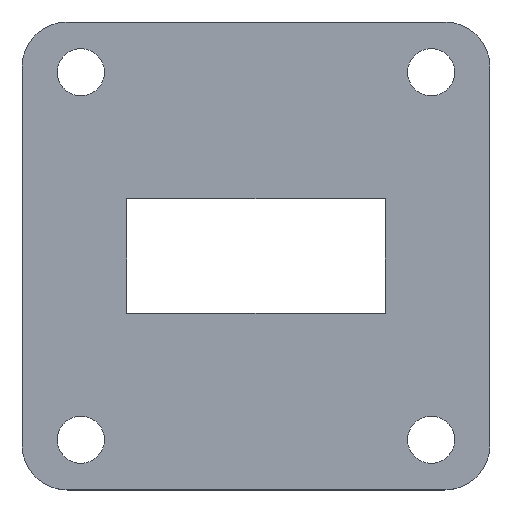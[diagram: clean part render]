
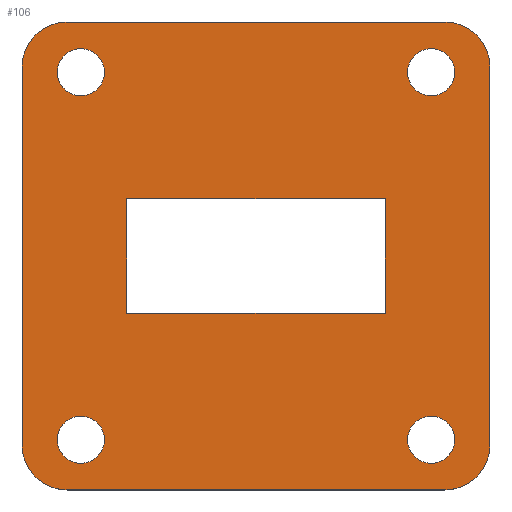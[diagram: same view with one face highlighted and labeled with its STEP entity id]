
A CAD part, top view. The second image highlights one B-rep face of the part: STEP entity #106.
In plain terms, the highlighted planar face has unit normal (0, 0, 1).
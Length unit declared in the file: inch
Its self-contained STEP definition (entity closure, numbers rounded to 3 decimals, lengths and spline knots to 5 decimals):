
#1 = EDGE_CURVE ( 'NONE', #85, #34, #278, .T. ) ;
#2 = VECTOR ( 'NONE', #485, 39.37008 ) ;
#5 = ORIENTED_EDGE ( 'NONE', *, *, #102, .T. ) ;
#7 = CARTESIAN_POINT ( 'NONE',  ( 0.65748, -0.81496, 0. ) ) ;
#8 = ORIENTED_EDGE ( 'NONE', *, *, #592, .F. ) ;
#10 = FACE_OUTER_BOUND ( 'NONE', #290, .T. ) ;
#11 = VECTOR ( 'NONE', #564, 39.37008 ) ;
#17 = DIRECTION ( 'NONE',  ( -1., 0., 0. ) ) ;
#23 = LINE ( 'NONE', #579, #11 ) ;
#34 = VERTEX_POINT ( 'NONE', #219 ) ;
#37 = EDGE_CURVE ( 'NONE', #378, #399, #60, .T. ) ;
#44 = EDGE_CURVE ( 'NONE', #513, #561, #23, .T. ) ;
#57 = CARTESIAN_POINT ( 'NONE',  ( -0.61004, 0.63996, 0. ) ) ;
#59 = VERTEX_POINT ( 'NONE', #515 ) ;
#60 = LINE ( 'NONE', #479, #459 ) ;
#63 = DIRECTION ( 'NONE',  ( 0., 0., 1. ) ) ;
#64 = EDGE_CURVE ( 'NONE', #65, #378, #97, .T. ) ;
#65 = VERTEX_POINT ( 'NONE', #7 ) ;
#69 = DIRECTION ( 'NONE',  ( 1., 0., 0. ) ) ;
#73 = CARTESIAN_POINT ( 'NONE',  ( -0.45, -0.2, 0. ) ) ;
#79 = CARTESIAN_POINT ( 'NONE',  ( -0.52795, -0.63996, 0. ) ) ;
#81 = LINE ( 'NONE', #130, #377 ) ;
#85 = VERTEX_POINT ( 'NONE', #622 ) ;
#86 = CARTESIAN_POINT ( 'NONE',  ( 0.69213, 0.63996, 0. ) ) ;
#92 = DIRECTION ( 'NONE',  ( 0., 0., 1. ) ) ;
#97 = CIRCLE ( 'NONE', #256, 0.15748 ) ;
#100 = EDGE_CURVE ( 'NONE', #126, #513, #468, .T. ) ;
#102 = EDGE_CURVE ( 'NONE', #399, #469, #231, .T. ) ;
#106 = ADVANCED_FACE ( 'NONE', ( #373, #313, #272, #575, #216, #10 ), #123, .F. ) ;
#111 = AXIS2_PLACEMENT_3D ( 'NONE', #626, #476, #415 ) ;
#112 = CIRCLE ( 'NONE', #483, 0.08209 ) ;
#114 = CARTESIAN_POINT ( 'NONE',  ( -0.61004, -0.63996, 0. ) ) ;
#119 = DIRECTION ( 'NONE',  ( 0., 0., 1. ) ) ;
#120 = DIRECTION ( 'NONE',  ( -1., 0., 0. ) ) ;
#122 = CARTESIAN_POINT ( 'NONE',  ( 0.65748, 0.81496, 0. ) ) ;
#123 = PLANE ( 'NONE',  #111 ) ;
#126 = VERTEX_POINT ( 'NONE', #497 ) ;
#129 = ORIENTED_EDGE ( 'NONE', *, *, #44, .F. ) ;
#130 = CARTESIAN_POINT ( 'NONE',  ( 0.45, -0.2, 0. ) ) ;
#132 = DIRECTION ( 'NONE',  ( -1., 0., 0. ) ) ;
#133 = AXIS2_PLACEMENT_3D ( 'NONE', #57, #462, #200 ) ;
#143 = CARTESIAN_POINT ( 'NONE',  ( -0.45, 0.2, 0. ) ) ;
#157 = VECTOR ( 'NONE', #254, 39.37008 ) ;
#162 = EDGE_CURVE ( 'NONE', #469, #325, #533, .T. ) ;
#171 = CARTESIAN_POINT ( 'NONE',  ( -0.45, -0.2, 0. ) ) ;
#173 = EDGE_LOOP ( 'NONE', ( #299 ) ) ;
#183 = DIRECTION ( 'NONE',  ( 0., 1., 0. ) ) ;
#192 = AXIS2_PLACEMENT_3D ( 'NONE', #223, #618, #319 ) ;
#196 = CARTESIAN_POINT ( 'NONE',  ( 0.69213, -0.63996, 0. ) ) ;
#199 = ORIENTED_EDGE ( 'NONE', *, *, #1, .T. ) ;
#200 = DIRECTION ( 'NONE',  ( 1., 0., 0. ) ) ;
#203 = CARTESIAN_POINT ( 'NONE',  ( 0.81496, -0.65748, 0. ) ) ;
#210 = AXIS2_PLACEMENT_3D ( 'NONE', #595, #343, #543 ) ;
#216 = FACE_BOUND ( 'NONE', #173, .T. ) ;
#219 = CARTESIAN_POINT ( 'NONE',  ( -0.81496, -0.65748, 0. ) ) ;
#220 = VECTOR ( 'NONE', #132, 39.37008 ) ;
#223 = CARTESIAN_POINT ( 'NONE',  ( 0.61004, 0.63996, 0. ) ) ;
#224 = EDGE_CURVE ( 'NONE', #561, #59, #81, .T. ) ;
#226 = CARTESIAN_POINT ( 'NONE',  ( 0.61004, -0.63996, 0. ) ) ;
#231 = CIRCLE ( 'NONE', #312, 0.15748 ) ;
#233 = CARTESIAN_POINT ( 'NONE',  ( -0.81496, -0.81496, 0. ) ) ;
#236 = EDGE_CURVE ( 'NONE', #59, #126, #530, .T. ) ;
#242 = ORIENTED_EDGE ( 'NONE', *, *, #100, .F. ) ;
#252 = CARTESIAN_POINT ( 'NONE',  ( -0.65748, 0.65748, 0. ) ) ;
#253 = CARTESIAN_POINT ( 'NONE',  ( -0.81496, -0.81496, 0. ) ) ;
#254 = DIRECTION ( 'NONE',  ( 0., -1., 0. ) ) ;
#256 = AXIS2_PLACEMENT_3D ( 'NONE', #571, #63, #120 ) ;
#257 = LINE ( 'NONE', #253, #366 ) ;
#258 = AXIS2_PLACEMENT_3D ( 'NONE', #252, #92, #301 ) ;
#259 = EDGE_CURVE ( 'NONE', #34, #461, #565, .T. ) ;
#263 = ORIENTED_EDGE ( 'NONE', *, *, #382, .T. ) ;
#268 = CARTESIAN_POINT ( 'NONE',  ( 0.65748, 0.65748, 0. ) ) ;
#272 = FACE_BOUND ( 'NONE', #610, .T. ) ;
#277 = DIRECTION ( 'NONE',  ( 0., 0., 1. ) ) ;
#278 = LINE ( 'NONE', #233, #157 ) ;
#279 = VERTEX_POINT ( 'NONE', #86 ) ;
#284 = VERTEX_POINT ( 'NONE', #196 ) ;
#290 = EDGE_LOOP ( 'NONE', ( #413, #263, #199, #620, #628, #454, #636, #5 ) ) ;
#291 = CARTESIAN_POINT ( 'NONE',  ( -0.52795, 0.63996, 0. ) ) ;
#294 = CIRCLE ( 'NONE', #133, 0.08209 ) ;
#299 = ORIENTED_EDGE ( 'NONE', *, *, #430, .F. ) ;
#301 = DIRECTION ( 'NONE',  ( -1., 0., 0. ) ) ;
#305 = ORIENTED_EDGE ( 'NONE', *, *, #594, .F. ) ;
#312 = AXIS2_PLACEMENT_3D ( 'NONE', #268, #277, #17 ) ;
#313 = FACE_BOUND ( 'NONE', #480, .T. ) ;
#318 = ORIENTED_EDGE ( 'NONE', *, *, #224, .F. ) ;
#319 = DIRECTION ( 'NONE',  ( 1., 0., 0. ) ) ;
#325 = VERTEX_POINT ( 'NONE', #604 ) ;
#333 = AXIS2_PLACEMENT_3D ( 'NONE', #226, #119, #69 ) ;
#343 = DIRECTION ( 'NONE',  ( 0., 0., 1. ) ) ;
#356 = CARTESIAN_POINT ( 'NONE',  ( 0.81496, 0.65748, 0. ) ) ;
#366 = VECTOR ( 'NONE', #650, 39.37008 ) ;
#373 = FACE_BOUND ( 'NONE', #623, .T. ) ;
#377 = VECTOR ( 'NONE', #593, 39.37008 ) ;
#378 = VERTEX_POINT ( 'NONE', #203 ) ;
#382 = EDGE_CURVE ( 'NONE', #325, #85, #460, .T. ) ;
#393 = EDGE_CURVE ( 'NONE', #461, #65, #257, .T. ) ;
#399 = VERTEX_POINT ( 'NONE', #356 ) ;
#413 = ORIENTED_EDGE ( 'NONE', *, *, #162, .T. ) ;
#415 = DIRECTION ( 'NONE',  ( -1., 0., 0. ) ) ;
#420 = DIRECTION ( 'NONE',  ( 1., 0., 0. ) ) ;
#425 = CARTESIAN_POINT ( 'NONE',  ( -0.65748, -0.81496, 0. ) ) ;
#430 = EDGE_CURVE ( 'NONE', #481, #481, #294, .T. ) ;
#434 = ORIENTED_EDGE ( 'NONE', *, *, #615, .F. ) ;
#453 = CIRCLE ( 'NONE', #333, 0.08209 ) ;
#454 = ORIENTED_EDGE ( 'NONE', *, *, #64, .T. ) ;
#459 = VECTOR ( 'NONE', #183, 39.37008 ) ;
#460 = CIRCLE ( 'NONE', #258, 0.15748 ) ;
#461 = VERTEX_POINT ( 'NONE', #425 ) ;
#462 = DIRECTION ( 'NONE',  ( 0., 0., 1. ) ) ;
#468 = LINE ( 'NONE', #73, #627 ) ;
#469 = VERTEX_POINT ( 'NONE', #122 ) ;
#470 = CIRCLE ( 'NONE', #192, 0.08209 ) ;
#473 = DIRECTION ( 'NONE',  ( 0., -1., 0. ) ) ;
#476 = DIRECTION ( 'NONE',  ( 0., 0., -1. ) ) ;
#479 = CARTESIAN_POINT ( 'NONE',  ( 0.81496, -0.81496, 0. ) ) ;
#480 = EDGE_LOOP ( 'NONE', ( #8 ) ) ;
#481 = VERTEX_POINT ( 'NONE', #291 ) ;
#483 = AXIS2_PLACEMENT_3D ( 'NONE', #114, #578, #420 ) ;
#485 = DIRECTION ( 'NONE',  ( -1., 0., 0. ) ) ;
#497 = CARTESIAN_POINT ( 'NONE',  ( -0.45, 0.2, 0. ) ) ;
#501 = EDGE_LOOP ( 'NONE', ( #434 ) ) ;
#513 = VERTEX_POINT ( 'NONE', #171 ) ;
#515 = CARTESIAN_POINT ( 'NONE',  ( 0.45, 0.2, 0. ) ) ;
#520 = ORIENTED_EDGE ( 'NONE', *, *, #236, .F. ) ;
#530 = LINE ( 'NONE', #143, #220 ) ;
#531 = VERTEX_POINT ( 'NONE', #79 ) ;
#533 = LINE ( 'NONE', #642, #2 ) ;
#543 = DIRECTION ( 'NONE',  ( -1., 0., 0. ) ) ;
#561 = VERTEX_POINT ( 'NONE', #562 ) ;
#562 = CARTESIAN_POINT ( 'NONE',  ( 0.45, -0.2, 0. ) ) ;
#564 = DIRECTION ( 'NONE',  ( 1., 0., 0. ) ) ;
#565 = CIRCLE ( 'NONE', #210, 0.15748 ) ;
#571 = CARTESIAN_POINT ( 'NONE',  ( 0.65748, -0.65748, 0. ) ) ;
#575 = FACE_BOUND ( 'NONE', #501, .T. ) ;
#578 = DIRECTION ( 'NONE',  ( 0., 0., 1. ) ) ;
#579 = CARTESIAN_POINT ( 'NONE',  ( -0.45, -0.2, 0. ) ) ;
#592 = EDGE_CURVE ( 'NONE', #531, #531, #112, .T. ) ;
#593 = DIRECTION ( 'NONE',  ( 0., 1., 0. ) ) ;
#594 = EDGE_CURVE ( 'NONE', #284, #284, #453, .T. ) ;
#595 = CARTESIAN_POINT ( 'NONE',  ( -0.65748, -0.65748, 0. ) ) ;
#604 = CARTESIAN_POINT ( 'NONE',  ( -0.65748, 0.81496, 0. ) ) ;
#610 = EDGE_LOOP ( 'NONE', ( #305 ) ) ;
#615 = EDGE_CURVE ( 'NONE', #279, #279, #470, .T. ) ;
#618 = DIRECTION ( 'NONE',  ( 0., 0., 1. ) ) ;
#620 = ORIENTED_EDGE ( 'NONE', *, *, #259, .T. ) ;
#622 = CARTESIAN_POINT ( 'NONE',  ( -0.81496, 0.65748, 0. ) ) ;
#623 = EDGE_LOOP ( 'NONE', ( #520, #318, #129, #242 ) ) ;
#626 = CARTESIAN_POINT ( 'NONE',  ( 0., 0., 0. ) ) ;
#627 = VECTOR ( 'NONE', #473, 39.37008 ) ;
#628 = ORIENTED_EDGE ( 'NONE', *, *, #393, .T. ) ;
#636 = ORIENTED_EDGE ( 'NONE', *, *, #37, .T. ) ;
#642 = CARTESIAN_POINT ( 'NONE',  ( -0.81496, 0.81496, 0. ) ) ;
#650 = DIRECTION ( 'NONE',  ( 1., 0., 0. ) ) ;
